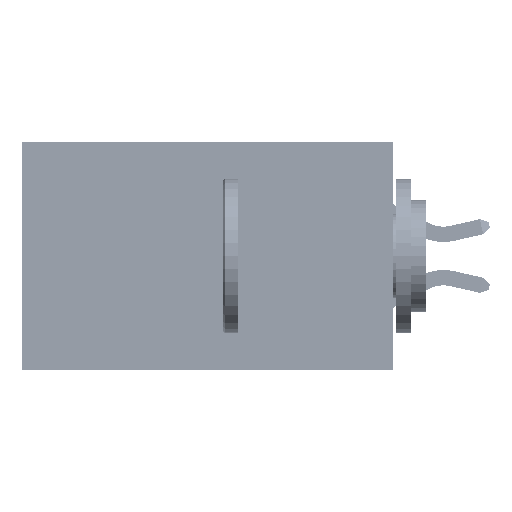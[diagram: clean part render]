
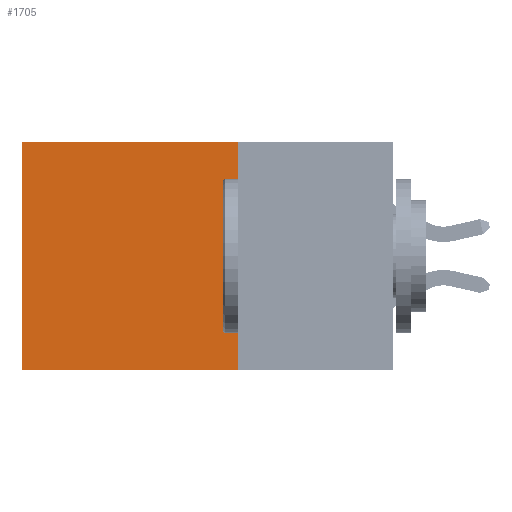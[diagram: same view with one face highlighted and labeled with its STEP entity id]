
A CAD part, left-side view. The second image highlights one B-rep face of the part: STEP entity #1705.
In plain terms, the highlighted planar face has unit normal (-1, 0, 0).
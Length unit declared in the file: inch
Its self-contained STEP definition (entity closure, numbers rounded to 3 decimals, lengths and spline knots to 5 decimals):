
#306 = DIRECTION ( 'NONE',  ( 0., 0., -1. ) ) ;
#796 = ORIENTED_EDGE ( 'NONE', *, *, #26898, .T. ) ;
#1705 = ADVANCED_FACE ( 'NONE', ( #43277 ), #39844, .F. ) ;
#3910 = CARTESIAN_POINT ( 'NONE',  ( 0.2875, 0.25, 0. ) ) ;
#4456 = LINE ( 'NONE', #12672, #45774 ) ;
#4512 = DIRECTION ( 'NONE',  ( 1., 0., 0. ) ) ;
#5396 = CARTESIAN_POINT ( 'NONE',  ( 0.2875, 0.25, -0.37 ) ) ;
#8467 = DIRECTION ( 'NONE',  ( 0., 0., -1. ) ) ;
#11028 = EDGE_CURVE ( 'NONE', #15536, #16082, #29509, .T. ) ;
#12672 = CARTESIAN_POINT ( 'NONE',  ( 0.2875, 0.6, 0. ) ) ;
#14081 = ORIENTED_EDGE ( 'NONE', *, *, #11028, .F. ) ;
#15459 = LINE ( 'NONE', #3910, #30743 ) ;
#15536 = VERTEX_POINT ( 'NONE', #42567 ) ;
#16082 = VERTEX_POINT ( 'NONE', #38235 ) ;
#16306 = DIRECTION ( 'NONE',  ( 0., 0., -1. ) ) ;
#19557 = VERTEX_POINT ( 'NONE', #40775 ) ;
#20540 = CARTESIAN_POINT ( 'NONE',  ( 0.2875, 0.6, 0. ) ) ;
#20556 = VERTEX_POINT ( 'NONE', #20540 ) ;
#22252 = DIRECTION ( 'NONE',  ( 0., 1., 0. ) ) ;
#25649 = ORIENTED_EDGE ( 'NONE', *, *, #45498, .F. ) ;
#25758 = VECTOR ( 'NONE', #41630, 39.37008 ) ;
#26885 = LINE ( 'NONE', #5396, #25758 ) ;
#26898 = EDGE_CURVE ( 'NONE', #20556, #19557, #4456, .T. ) ;
#29509 = LINE ( 'NONE', #39570, #39729 ) ;
#30743 = VECTOR ( 'NONE', #22252, 39.37008 ) ;
#31879 = EDGE_LOOP ( 'NONE', ( #796, #25649, #14081, #33901 ) ) ;
#33901 = ORIENTED_EDGE ( 'NONE', *, *, #37126, .T. ) ;
#35703 = AXIS2_PLACEMENT_3D ( 'NONE', #39539, #4512, #8467 ) ;
#37126 = EDGE_CURVE ( 'NONE', #15536, #20556, #15459, .T. ) ;
#38235 = CARTESIAN_POINT ( 'NONE',  ( 0.2875, 0.25, -0.37 ) ) ;
#39539 = CARTESIAN_POINT ( 'NONE',  ( 0.2875, 0.25, 0. ) ) ;
#39570 = CARTESIAN_POINT ( 'NONE',  ( 0.2875, 0.25, 0. ) ) ;
#39729 = VECTOR ( 'NONE', #306, 39.37008 ) ;
#39844 = PLANE ( 'NONE',  #35703 ) ;
#40775 = CARTESIAN_POINT ( 'NONE',  ( 0.2875, 0.6, -0.37 ) ) ;
#41630 = DIRECTION ( 'NONE',  ( 0., 1., 0. ) ) ;
#42567 = CARTESIAN_POINT ( 'NONE',  ( 0.2875, 0.25, 0. ) ) ;
#43277 = FACE_OUTER_BOUND ( 'NONE', #31879, .T. ) ;
#45498 = EDGE_CURVE ( 'NONE', #16082, #19557, #26885, .T. ) ;
#45774 = VECTOR ( 'NONE', #16306, 39.37008 ) ;
